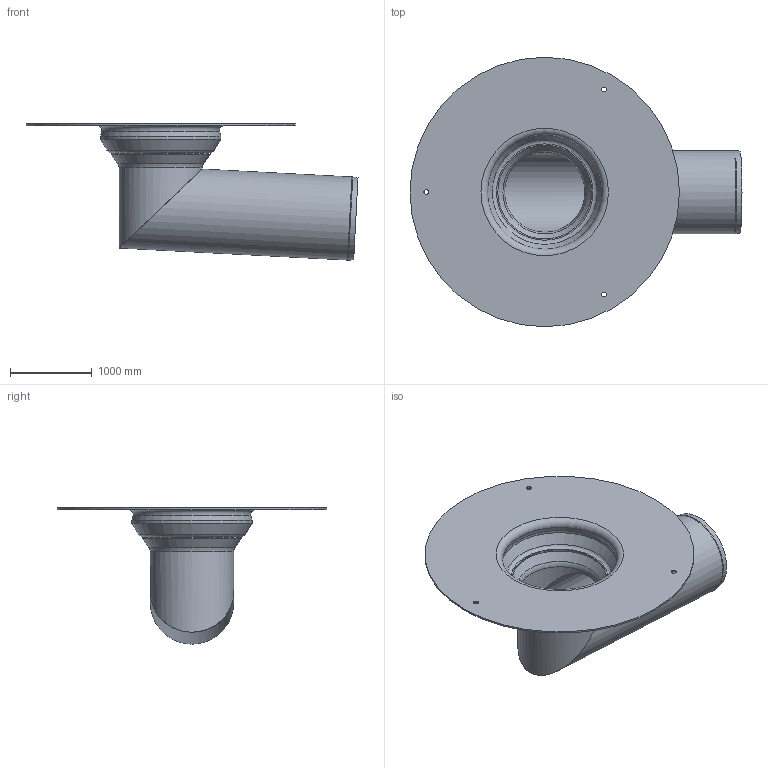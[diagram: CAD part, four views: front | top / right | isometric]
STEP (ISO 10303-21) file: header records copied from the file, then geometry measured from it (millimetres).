
FILE_DESCRIPTION(/* description */ (''),/* implementation_level */ '2;1');
FILE_NAME(/* name */ '17135.100A_3D.stp',/* time_stamp */ '2024-12-12T07:39:31+01:00',/* author */ ('CAD'),/* organization */ (''),/* preprocessor_version */ 'ST-DEVELOPER v20',/* originating_system */ 'AutoCAD Mechanical',/* authorisation */ '');
FILE_SCHEMA (('AUTOMOTIVE_DESIGN { 1 0 10303 214 3 1 1 }'));
Length unit declared in the file: centimetre
Products named in the file (2): Product; *S0
Assembly tree (1 placements, depth 2):
  Product
    *S0
Bounding box: 4066.37 x 3300 x 1668.2 mm (x, y, z)
Volume: 343657411 mm3; surface area: 37376703.5 mm2
Topology: 3 solids, 3 shells, 35 faces, 83 edges, 58 vertices
Faces by surface type: cylinder 11, cone 10, torus 8, plane 6
Full cylindrical faces by diameter (mm): 60 x3, 985 x2, 1020 x2, 1150 x1, 1430 x1, 1470 x1, 3300 x1
Entity records: 1122 total; most frequent: DIRECTION 217, CARTESIAN_POINT 179, ORIENTED_EDGE 158, AXIS2_PLACEMENT_3D 96, EDGE_CURVE 79, CIRCLE 54, VERTEX_POINT 50, EDGE_LOOP 47
